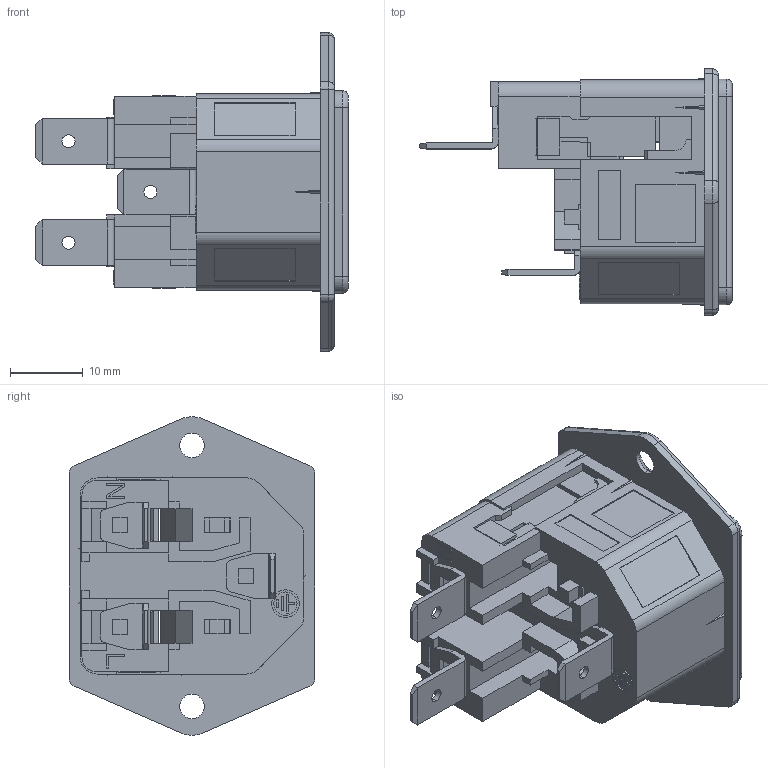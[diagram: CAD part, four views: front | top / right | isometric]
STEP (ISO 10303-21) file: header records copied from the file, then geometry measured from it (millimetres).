
FILE_DESCRIPTION (( 'STEP AP214' ), '1' );
FILE_NAME ('ACM-C4-GQ6F2-LC_3D.step', '2023-10-17T07:18:59', ( '' ), ( '' ), 'SwSTEP 2.0', 'SolidWorks 2022', '' );
FILE_SCHEMA (( 'AUTOMOTIVE_DESIGN' ));
Length unit declared in the file: millimetre
Products named in the file (1): ACM-C4-GQ6F2-LC_3D
Bounding box: 43.06 x 33.91 x 43.91 mm (x, y, z)
Volume: 9820 mm3; surface area: 14956.4 mm2
Topology: 9 solids, 9 shells, 1164 faces, 3264 edges, 2145 vertices
Faces by surface type: plane 1037, cylinder 109, torus 8, cone 4, bspline 4, sphere 2
Entity records: 37142 total; most frequent: CARTESIAN_POINT 6782, ORIENTED_EDGE 6528, DIRECTION 5802, EDGE_CURVE 3264, VECTOR 3032, LINE 3032, VERTEX_POINT 2145, AXIS2_PLACEMENT_3D 1385
